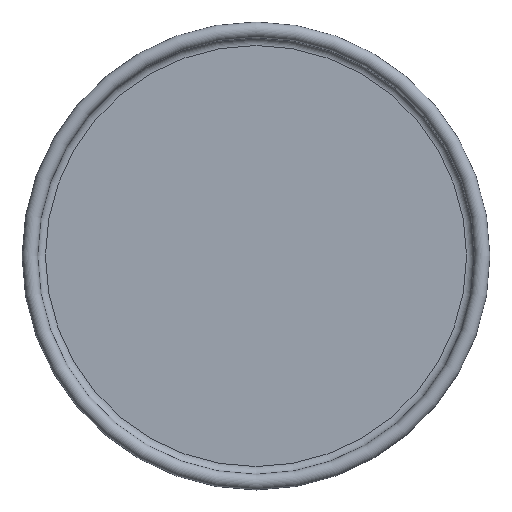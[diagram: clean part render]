
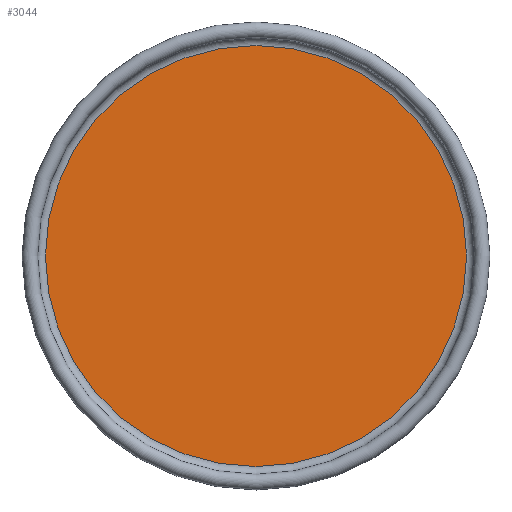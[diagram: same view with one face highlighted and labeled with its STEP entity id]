
A CAD part, top view. The second image highlights one B-rep face of the part: STEP entity #3044.
In plain terms, the highlighted planar face has unit normal (0, 0, 1).
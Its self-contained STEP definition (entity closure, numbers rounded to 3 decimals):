
#27=CIRCLE('',#3128,27.);
#470=PLANE('',#3130);
#637=FACE_OUTER_BOUND('',#814,.T.);
#814=EDGE_LOOP('',(#2773));
#1387=VERTEX_POINT('',#7537);
#1848=EDGE_CURVE('',#1387,#1387,#27,.T.);
#2773=ORIENTED_EDGE('',*,*,#1848,.F.);
#3044=ADVANCED_FACE('',(#637),#470,.T.);
#3128=AXIS2_PLACEMENT_3D('',#7538,#3458,#3459);
#3130=AXIS2_PLACEMENT_3D('',#7540,#3462,#3463);
#3458=DIRECTION('center_axis',(0.,0.,-1.));
#3459=DIRECTION('ref_axis',(1.,0.,0.));
#3462=DIRECTION('center_axis',(0.,0.,1.));
#3463=DIRECTION('ref_axis',(1.,0.,0.));
#7537=CARTESIAN_POINT('',(27.,0.,-3.5));
#7538=CARTESIAN_POINT('Origin',(0.,0.,-3.5));
#7540=CARTESIAN_POINT('Origin',(-28.,0.,-3.5));
